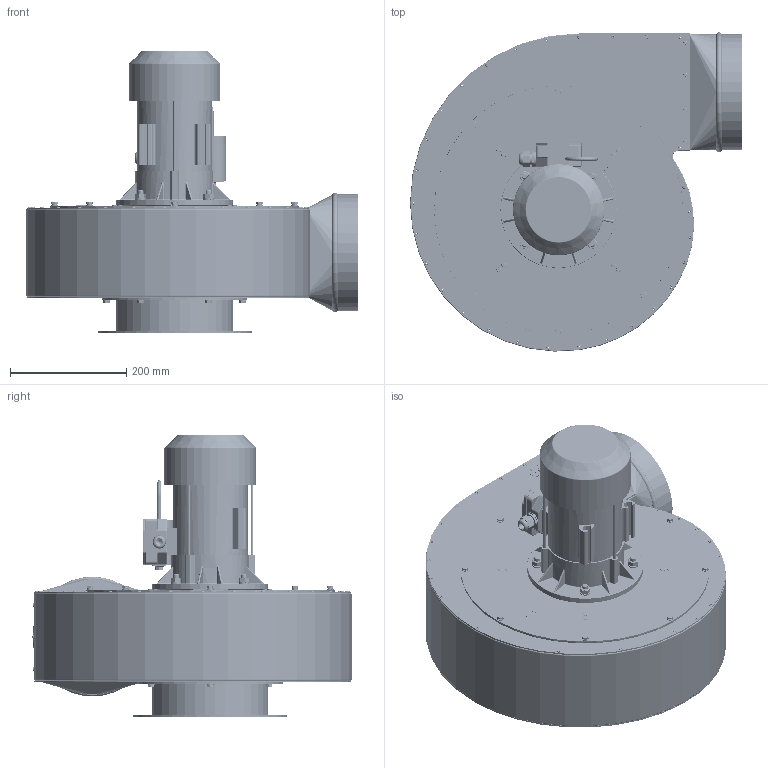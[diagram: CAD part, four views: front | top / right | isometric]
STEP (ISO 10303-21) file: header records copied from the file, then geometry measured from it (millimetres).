
FILE_DESCRIPTION(/* description */ ('804W07 WPAN-8-E'),/* implementation_level */ '2;1');
FILE_NAME(/* name */ '804W07 WPAN-8-E.stp',/* time_stamp */ '2022-05-09T09:33:52+02:00',/* author */ ('a.korpacki'),/* organization */ ('KLIMAWENT S.A.'),/* preprocessor_version */ 'ST-DEVELOPER v18.1',/* originating_system */ 'Autodesk Inventor 2021',/* authorisation */ '');
FILE_SCHEMA (('AUTOMOTIVE_DESIGN { 1 0 10303 214 3 1 1 }'));
Length unit declared in the file: millimetre
Products named in the file (1): ~~
Bounding box: 571.05 x 548.97 x 485.5 mm (x, y, z)
Volume: 6277187.2 mm3; surface area: 2576321.5 mm2
Topology: 27 solids, 27 shells, 5638 faces, 13887 edges, 8929 vertices
Faces by surface type: plane 2662, cylinder 1291, bspline 1134, cone 321, torus 213, sphere 17
Full cylindrical faces by diameter (mm): 2 x88, 3 x32, 3.2 x77, 3.3 x2, 3.5 x65, 4 x8, 4.3 x8, 4.5 x21, 4.8 x3, 5 x21, 6 x33, 6.5 x81, 6.7 x2, 7 x10, 8 x15, 8.2 x1, 8.5 x6, 8.67 x14, 8.88 x14, 9 x14, 10 x8, 11 x4, 11.63 x7, 12 x5, 12.5 x1, 14.63 x4, 17 x1, 20 x1, 27 x1, 45.5 x1
Entity records: 185729 total; most frequent: CARTESIAN_POINT 51254, ORIENTED_EDGE 27700, DIRECTION 24403, EDGE_CURVE 13850, VERTEX_POINT 8929, AXIS2_PLACEMENT_3D 8683, LINE 7037, VECTOR 7037
